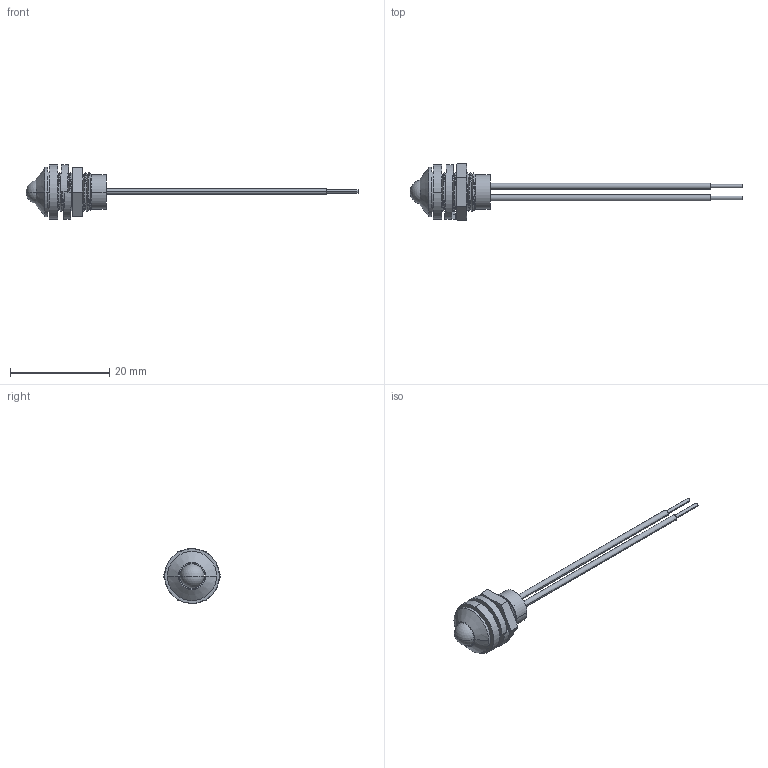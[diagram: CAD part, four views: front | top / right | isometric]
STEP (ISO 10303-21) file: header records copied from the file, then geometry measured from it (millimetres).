
FILE_DESCRIPTION (( 'STEP AP214' ), '1' );
FILE_NAME ('CC-1.STEP', '2019-04-30T18:10:03', ( 'user' ), ( 'Microsoft' ), 'SwSTEP 2.0', 'SolidWorks 2018', '' );
FILE_SCHEMA (( 'AUTOMOTIVE_DESIGN' ));
Length unit declared in the file: foot
Products named in the file (7): CC-1; 21325- 24AWG WIRES_2"; 21030-5MM LED_SHORT BOTH; 21365-001_GASKET; 21366-001_M8 HEX NUT; 21365-005_SPLIT LOCK WASHER_21365-005_SPLIT LOCK WASHER; 21367-CC_CCLB HOUSING_CC_short
Assembly tree (7 placements, depth 2):
  CC-1
    21367-CC_CCLB HOUSING_CC_short
    21365-005_SPLIT LOCK WASHER_21365-005_SPLIT LOCK WASHER
    21366-001_M8 HEX NUT
    21365-001_GASKET
    21030-5MM LED_SHORT BOTH
    21325- 24AWG WIRES_2"  x2
Bounding box: 66.98 x 11.55 x 11.06 mm (x, y, z)
Volume: 722.7 mm3; surface area: 1965.9 mm2
Topology: 7 solids, 7 shells, 153 faces, 380 edges, 250 vertices
Faces by surface type: cylinder 71, plane 53, cone 18, bspline 9, sphere 2
Entity records: 8138 total; most frequent: CARTESIAN_POINT 4330, ORIENTED_EDGE 720, DIRECTION 633, EDGE_CURVE 360, VERTEX_POINT 238, AXIS2_PLACEMENT_3D 237, LINE 159, VECTOR 159
